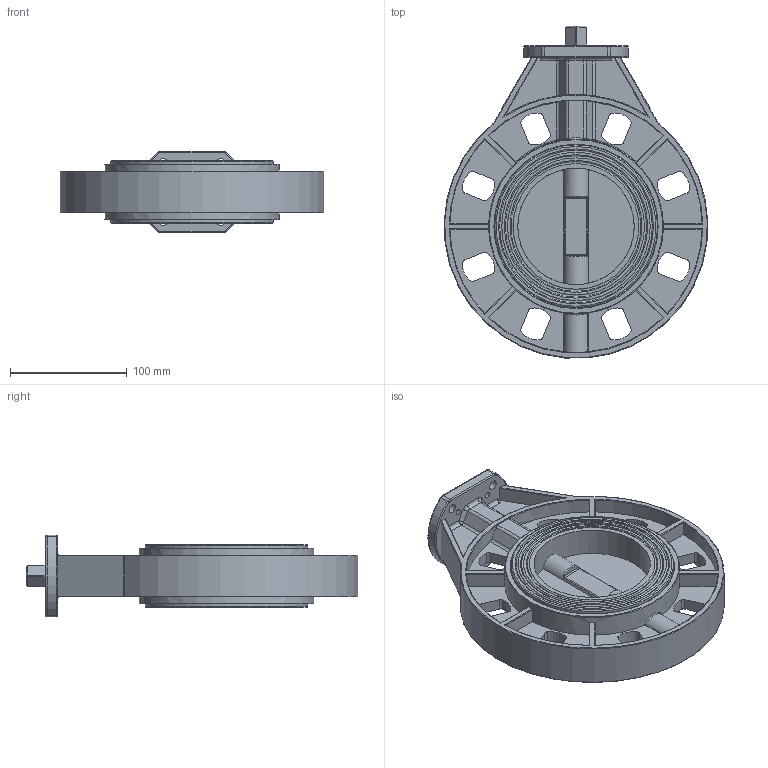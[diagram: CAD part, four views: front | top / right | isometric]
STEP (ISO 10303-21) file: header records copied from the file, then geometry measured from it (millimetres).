
FILE_DESCRIPTION(/* description */ (''),/* implementation_level */ '2;1');
FILE_NAME(/* name */ 'DN100_3D_STEP.stp',/* time_stamp */ '2025-09-10T22:07:47+03:00',/* author */ ('igorr'),/* organization */ (''),/* preprocessor_version */ 'ST-DEVELOPER v20',/* originating_system */ 'Autodesk Inventor 2025',/* authorisation */ '');
FILE_SCHEMA (('AUTOMOTIVE_DESIGN { 1 0 10303 214 3 1 1 }'));
Length unit declared in the file: millimetre
Products named in the file (4): Сборка1; Деталь1; Деталь2; AS 1427 - M2,5 x 4
Assembly tree (4 placements, depth 2):
  Сборка1
    Деталь1
    Деталь2
    AS 1427 - M2,5 x 4  x2
Bounding box: 226.32 x 284.84 x 70 mm (x, y, z)
Volume: 1014531.6 mm3; surface area: 242578.4 mm2
Topology: 4 solids, 4 shells, 467 faces, 1179 edges, 732 vertices
Faces by surface type: cylinder 181, plane 157, torus 75, cone 26, bspline 22, sphere 6
Full cylindrical faces by diameter (mm): 2.224 x2, 2.5 x2, 3 x2, 5 x4, 8 x4, 22 x2, 34.6 x1, 35 x1, 100 x2, 139.2 x1, 140 x1, 150 x2
Entity records: 15314 total; most frequent: CARTESIAN_POINT 4199, DIRECTION 2260, ORIENTED_EDGE 2198, EDGE_CURVE 1099, AXIS2_PLACEMENT_3D 905, VERTEX_POINT 680, EDGE_LOOP 497, CIRCLE 458
